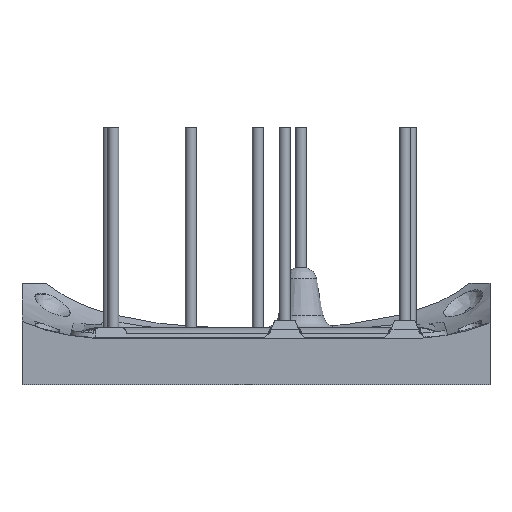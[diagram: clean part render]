
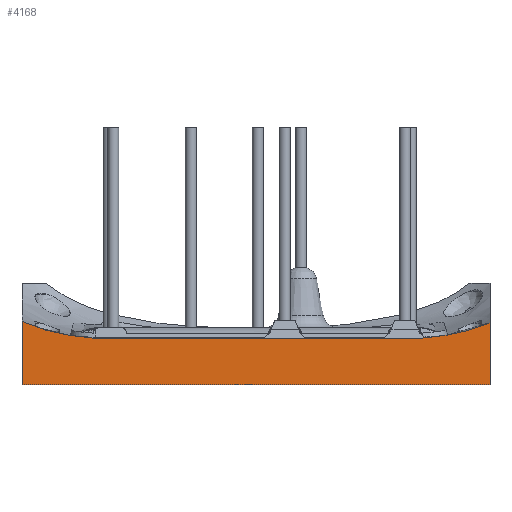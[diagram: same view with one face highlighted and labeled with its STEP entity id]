
A CAD part, left-side view. The second image highlights one B-rep face of the part: STEP entity #4168.
In plain terms, the highlighted planar face has unit normal (-1, 0, 0).
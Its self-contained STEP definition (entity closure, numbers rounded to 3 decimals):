
#560=B_SPLINE_CURVE_WITH_KNOTS('',3,(#17192,#17193,#17194,#17195,#17196,
#17197),.UNSPECIFIED.,.F.,.F.,(4,2,4),(1.654,1.964,
2.931),.UNSPECIFIED.);
#561=B_SPLINE_CURVE_WITH_KNOTS('',3,(#17232,#17233,#17234,#17235),
 .UNSPECIFIED.,.F.,.F.,(4,4),(0.003,1.342),
 .UNSPECIFIED.);
#622=PLANE('',#4450);
#828=FACE_OUTER_BOUND('',#1053,.T.);
#1053=EDGE_LOOP('',(#3865,#3866,#3867,#3868,#3869,#3870));
#1181=LINE('',#16155,#1330);
#1197=LINE('',#16220,#1346);
#1210=LINE('',#17237,#1359);
#1211=LINE('',#17238,#1360);
#1330=VECTOR('',#5053,10.);
#1346=VECTOR('',#5089,10.);
#1359=VECTOR('',#5122,10.);
#1360=VECTOR('',#5123,10.);
#1914=VERTEX_POINT('',#16014);
#1915=VERTEX_POINT('',#16154);
#1925=VERTEX_POINT('',#16214);
#1926=VERTEX_POINT('',#16219);
#1937=VERTEX_POINT('',#17231);
#1938=VERTEX_POINT('',#17236);
#2548=EDGE_CURVE('',#1915,#1914,#1181,.T.);
#2569=EDGE_CURVE('',#1926,#1925,#1197,.F.);
#2592=EDGE_CURVE('',#1914,#1926,#560,.T.);
#2593=EDGE_CURVE('',#1925,#1937,#561,.F.);
#2594=EDGE_CURVE('',#1937,#1938,#1210,.T.);
#2595=EDGE_CURVE('',#1915,#1938,#1211,.T.);
#3865=ORIENTED_EDGE('',*,*,#2593,.T.);
#3866=ORIENTED_EDGE('',*,*,#2594,.T.);
#3867=ORIENTED_EDGE('',*,*,#2595,.F.);
#3868=ORIENTED_EDGE('',*,*,#2548,.T.);
#3869=ORIENTED_EDGE('',*,*,#2592,.T.);
#3870=ORIENTED_EDGE('',*,*,#2569,.T.);
#4168=ADVANCED_FACE('',(#828),#622,.T.);
#4450=AXIS2_PLACEMENT_3D('',#17230,#5120,#5121);
#5053=DIRECTION('',(0.,0.,1.));
#5089=DIRECTION('',(0.,-1.,0.));
#5120=DIRECTION('center_axis',(-1.,0.,0.));
#5121=DIRECTION('ref_axis',(0.,1.,0.));
#5122=DIRECTION('',(0.,0.,-1.));
#5123=DIRECTION('',(0.,1.,0.));
#16014=CARTESIAN_POINT('',(17.608,-42.211,-26.922));
#16154=CARTESIAN_POINT('',(17.608,-42.211,-38.138));
#16155=CARTESIAN_POINT('',(17.608,-42.211,-28.138));
#16214=CARTESIAN_POINT('',(17.608,29.796,-29.67));
#16219=CARTESIAN_POINT('',(17.608,-29.795,-29.67));
#16220=CARTESIAN_POINT('',(17.608,-21.447,-29.67));
#17192=CARTESIAN_POINT('Ctrl Pts',(17.608,-42.211,-26.922));
#17193=CARTESIAN_POINT('Ctrl Pts',(17.608,-41.263,-27.322));
#17194=CARTESIAN_POINT('Ctrl Pts',(17.608,-40.293,-27.674));
#17195=CARTESIAN_POINT('Ctrl Pts',(17.608,-36.225,-28.943));
#17196=CARTESIAN_POINT('Ctrl Pts',(17.608,-33.008,-29.459));
#17197=CARTESIAN_POINT('Ctrl Pts',(17.608,-29.795,-29.67));
#17230=CARTESIAN_POINT('Origin',(17.608,-42.211,-28.138));
#17231=CARTESIAN_POINT('',(17.608,42.789,-26.674));
#17232=CARTESIAN_POINT('Ctrl Pts',(17.608,42.789,-26.674));
#17233=CARTESIAN_POINT('Ctrl Pts',(17.608,38.712,-28.493));
#17234=CARTESIAN_POINT('Ctrl Pts',(17.608,34.248,-29.377));
#17235=CARTESIAN_POINT('Ctrl Pts',(17.608,29.796,-29.67));
#17236=CARTESIAN_POINT('',(17.608,42.789,-38.138));
#17237=CARTESIAN_POINT('',(17.608,42.789,-28.138));
#17238=CARTESIAN_POINT('',(17.608,42.789,-38.138));
